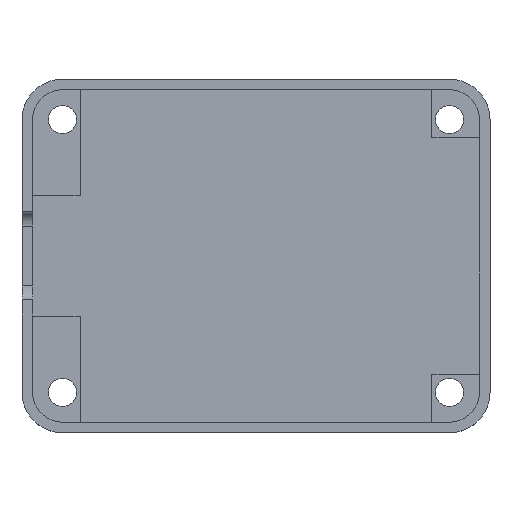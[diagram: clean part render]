
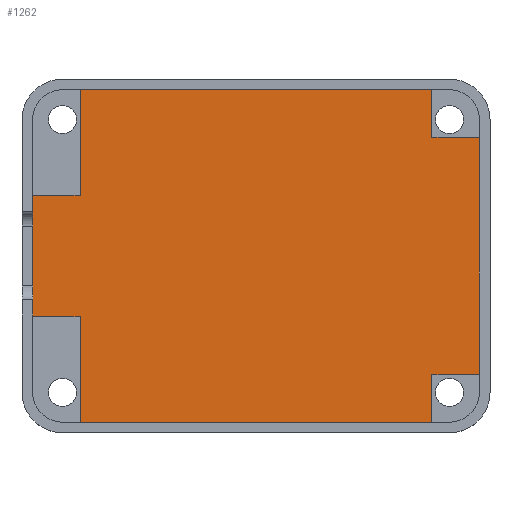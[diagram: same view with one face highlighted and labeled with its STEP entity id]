
A CAD part, top view. The second image highlights one B-rep face of the part: STEP entity #1262.
In plain terms, the highlighted planar face has unit normal (0, 0, 1).
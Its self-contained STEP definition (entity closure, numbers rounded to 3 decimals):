
#38=PLANE('',#1354);
#92=FACE_OUTER_BOUND('',#158,.T.);
#158=EDGE_LOOP('',(#943,#944,#945,#946,#947,#948,#949,#950,#951,#952,#953,
#954));
#242=LINE('',#1842,#394);
#248=LINE('',#1855,#400);
#251=LINE('',#1859,#403);
#254=LINE('',#1865,#406);
#257=LINE('',#1871,#409);
#260=LINE('',#1879,#412);
#264=LINE('',#1886,#416);
#267=LINE('',#1894,#419);
#271=LINE('',#1901,#423);
#272=LINE('',#1903,#424);
#273=LINE('',#1904,#425);
#274=LINE('',#1905,#426);
#394=VECTOR('',#1482,10.);
#400=VECTOR('',#1490,10.);
#403=VECTOR('',#1495,10.);
#406=VECTOR('',#1500,10.);
#409=VECTOR('',#1505,10.);
#412=VECTOR('',#1510,10.);
#416=VECTOR('',#1516,10.);
#419=VECTOR('',#1521,10.);
#423=VECTOR('',#1527,10.);
#424=VECTOR('',#1530,10.);
#425=VECTOR('',#1531,10.);
#426=VECTOR('',#1532,10.);
#585=VERTEX_POINT('',#1839);
#586=VERTEX_POINT('',#1841);
#591=VERTEX_POINT('',#1852);
#592=VERTEX_POINT('',#1854);
#594=VERTEX_POINT('',#1863);
#596=VERTEX_POINT('',#1869);
#599=VERTEX_POINT('',#1876);
#600=VERTEX_POINT('',#1878);
#602=VERTEX_POINT('',#1884);
#605=VERTEX_POINT('',#1891);
#606=VERTEX_POINT('',#1893);
#608=VERTEX_POINT('',#1899);
#714=EDGE_CURVE('',#585,#586,#242,.T.);
#720=EDGE_CURVE('',#591,#592,#248,.T.);
#723=EDGE_CURVE('',#586,#591,#251,.T.);
#726=EDGE_CURVE('',#594,#585,#254,.T.);
#729=EDGE_CURVE('',#596,#594,#257,.T.);
#732=EDGE_CURVE('',#599,#600,#260,.T.);
#736=EDGE_CURVE('',#602,#599,#264,.T.);
#739=EDGE_CURVE('',#605,#606,#267,.T.);
#743=EDGE_CURVE('',#608,#605,#271,.T.);
#744=EDGE_CURVE('',#592,#608,#272,.T.);
#745=EDGE_CURVE('',#600,#596,#273,.T.);
#746=EDGE_CURVE('',#606,#602,#274,.T.);
#943=ORIENTED_EDGE('',*,*,#744,.F.);
#944=ORIENTED_EDGE('',*,*,#720,.F.);
#945=ORIENTED_EDGE('',*,*,#723,.F.);
#946=ORIENTED_EDGE('',*,*,#714,.F.);
#947=ORIENTED_EDGE('',*,*,#726,.F.);
#948=ORIENTED_EDGE('',*,*,#729,.F.);
#949=ORIENTED_EDGE('',*,*,#745,.F.);
#950=ORIENTED_EDGE('',*,*,#732,.F.);
#951=ORIENTED_EDGE('',*,*,#736,.F.);
#952=ORIENTED_EDGE('',*,*,#746,.F.);
#953=ORIENTED_EDGE('',*,*,#739,.F.);
#954=ORIENTED_EDGE('',*,*,#743,.F.);
#1262=ADVANCED_FACE('',(#92),#38,.F.);
#1354=AXIS2_PLACEMENT_3D('',#1902,#1528,#1529);
#1482=DIRECTION('',(0.,1.,0.));
#1490=DIRECTION('',(0.,1.,0.));
#1495=DIRECTION('',(1.,0.,0.));
#1500=DIRECTION('',(-1.,0.,0.));
#1505=DIRECTION('',(0.,1.,0.));
#1510=DIRECTION('',(0.,-1.,0.));
#1516=DIRECTION('',(-1.,0.,0.));
#1521=DIRECTION('',(1.,0.,0.));
#1527=DIRECTION('',(0.,-1.,0.));
#1528=DIRECTION('center_axis',(0.,0.,-1.));
#1529=DIRECTION('ref_axis',(-1.,0.,0.));
#1530=DIRECTION('',(1.,0.,0.));
#1531=DIRECTION('',(-1.,0.,0.));
#1532=DIRECTION('',(0.,-1.,0.));
#1839=CARTESIAN_POINT('',(1.2,13.2,2.5));
#1841=CARTESIAN_POINT('',(1.2,27.,2.5));
#1842=CARTESIAN_POINT('',(1.2,35.6,2.5));
#1852=CARTESIAN_POINT('',(6.6,27.,2.5));
#1854=CARTESIAN_POINT('',(6.6,39.,2.5));
#1855=CARTESIAN_POINT('',(6.6,27.,2.5));
#1859=CARTESIAN_POINT('',(1.2,27.,2.5));
#1863=CARTESIAN_POINT('',(6.6,13.2,2.5));
#1865=CARTESIAN_POINT('',(1.2,13.2,2.5));
#1869=CARTESIAN_POINT('',(6.6,1.2,2.5));
#1871=CARTESIAN_POINT('',(6.6,13.2,2.5));
#1876=CARTESIAN_POINT('',(46.6,6.6,2.5));
#1878=CARTESIAN_POINT('',(46.6,1.2,2.5));
#1879=CARTESIAN_POINT('',(46.6,1.2,2.5));
#1884=CARTESIAN_POINT('',(52.,6.6,2.5));
#1886=CARTESIAN_POINT('',(46.6,6.6,2.5));
#1891=CARTESIAN_POINT('',(46.6,33.6,2.5));
#1893=CARTESIAN_POINT('',(52.,33.6,2.5));
#1894=CARTESIAN_POINT('',(46.6,33.6,2.5));
#1899=CARTESIAN_POINT('',(46.6,39.,2.5));
#1901=CARTESIAN_POINT('',(46.6,39.,2.5));
#1902=CARTESIAN_POINT('Origin',(26.6,20.1,2.5));
#1903=CARTESIAN_POINT('',(48.6,39.,2.5));
#1904=CARTESIAN_POINT('',(4.6,1.2,2.5));
#1905=CARTESIAN_POINT('',(52.,4.6,2.5));
